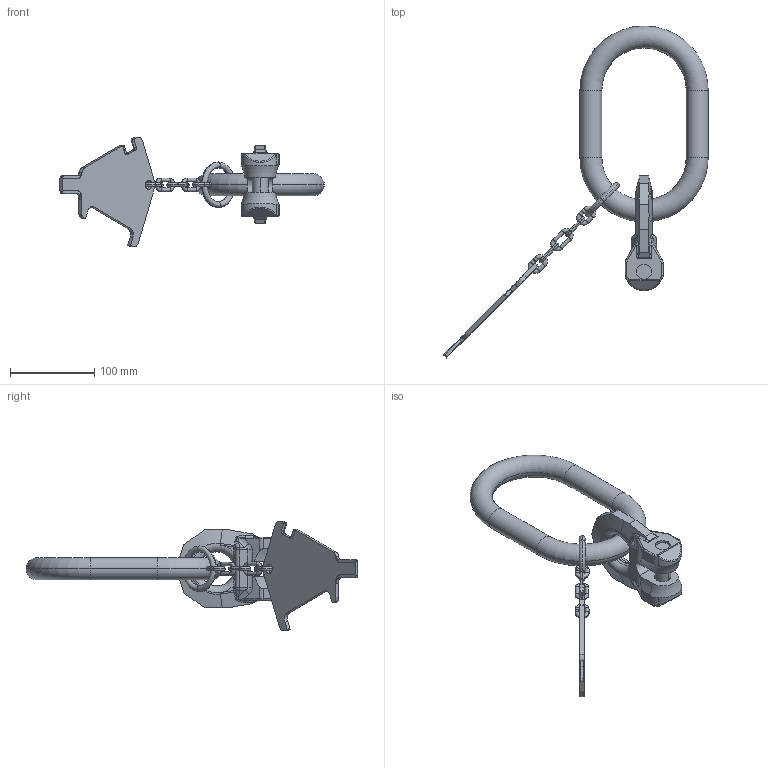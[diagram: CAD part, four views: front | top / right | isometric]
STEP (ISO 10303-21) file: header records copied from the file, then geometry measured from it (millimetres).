
FILE_DESCRIPTION((''),'2;1');
FILE_NAME('001-M34474-P-5_ASM','2014-10-13T',('Andreas.Wendler'),(''),'PRO/ENGINEER BY PARAMETRIC TECHNOLOGY CORPORATION, 2010140','PRO/ENGINEER BY PARAMETRIC TECHNOLOGY CORPORATION, 2010140','');
FILE_SCHEMA(('CONFIG_CONTROL_DESIGN'));
Length unit declared in the file: millimetre
Products named in the file (9): 001-M34474-P-5; 001-M31128-V02; 001-M31559-P-1; 001-M31129-P-1; 001-M33743-001; 001-M31130-003_ASM; 001-M31559-P-1_ASM; 001-M31493-P-3; 001-M34474-P-5_ASM
Assembly tree (11 placements, depth 4):
  001-M34474-P-5_ASM
    001-M34474-P-5
    001-M31128-V02
    001-M31559-P-1_ASM
      001-M31559-P-1
      001-M31129-P-1  x2
      001-M31130-003_ASM
        001-M33743-001  x3
    001-M31493-P-3
Bounding box: 313.23 x 393.23 x 130.17 mm (x, y, z)
Volume: 559040.3 mm3; surface area: 106654.9 mm2
Topology: 9 solids, 9 shells, 572 faces, 1477 edges, 926 vertices
Faces by surface type: plane 305, cylinder 140, bspline 64, torus 42, cone 17, sphere 4
Entity records: 19835 total; most frequent: CARTESIAN_POINT 7479, ORIENTED_EDGE 2846, DIRECTION 2106, EDGE_CURVE 1423, VERTEX_POINT 898, AXIS2_PLACEMENT_3D 783, B_SPLINE_CURVE_WITH_KNOTS 607, EDGE_LOOP 563
